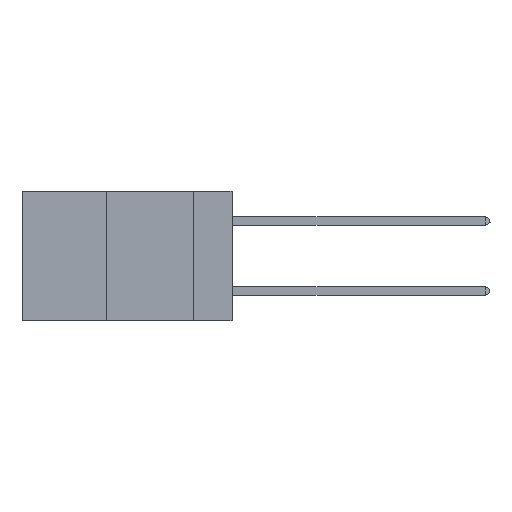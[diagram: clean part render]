
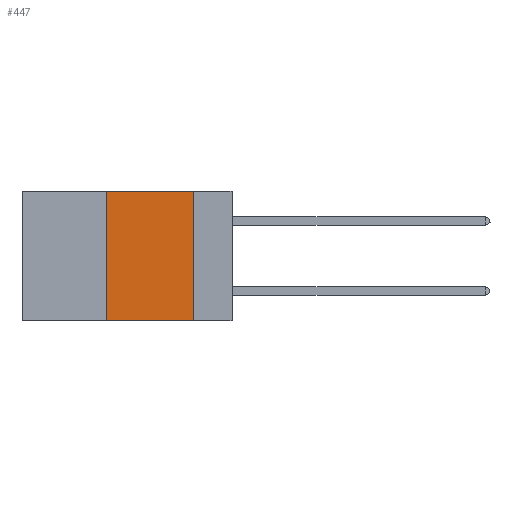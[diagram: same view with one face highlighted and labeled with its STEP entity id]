
A CAD part, left-side view. The second image highlights one B-rep face of the part: STEP entity #447.
In plain terms, the highlighted planar face has unit normal (-1, 0, 0).
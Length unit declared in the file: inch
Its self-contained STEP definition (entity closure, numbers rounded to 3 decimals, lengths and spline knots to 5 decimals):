
#447 = ADVANCED_FACE ( 'NONE', ( #10546 ), #5263, .F. ) ;
#561 = LINE ( 'NONE', #1849, #7639 ) ;
#1661 = ORIENTED_EDGE ( 'NONE', *, *, #9590, .T. ) ;
#1849 = CARTESIAN_POINT ( 'NONE',  ( 0., 0.6, -0.37 ) ) ;
#1877 = CARTESIAN_POINT ( 'NONE',  ( 0., 0.36, 0. ) ) ;
#2017 = CARTESIAN_POINT ( 'NONE',  ( 0., 0.11, 0. ) ) ;
#2097 = DIRECTION ( 'NONE',  ( 0., 0., -1. ) ) ;
#2650 = VECTOR ( 'NONE', #2097, 39.37008 ) ;
#2920 = CARTESIAN_POINT ( 'NONE',  ( 0., 0.6, 0. ) ) ;
#3102 = EDGE_CURVE ( 'NONE', #3610, #6827, #4640, .T. ) ;
#3610 = VERTEX_POINT ( 'NONE', #3876 ) ;
#3876 = CARTESIAN_POINT ( 'NONE',  ( 0., 0.11, 0. ) ) ;
#3924 = VECTOR ( 'NONE', #10919, 39.37008 ) ;
#4294 = VERTEX_POINT ( 'NONE', #1877 ) ;
#4504 = EDGE_LOOP ( 'NONE', ( #5552, #8338, #6149, #1661 ) ) ;
#4636 = DIRECTION ( 'NONE',  ( 1., 0., 0. ) ) ;
#4640 = LINE ( 'NONE', #2017, #2650 ) ;
#4683 = VERTEX_POINT ( 'NONE', #9233 ) ;
#4854 = DIRECTION ( 'NONE',  ( 0., 0., -1. ) ) ;
#5203 = DIRECTION ( 'NONE',  ( 0., -1., 0. ) ) ;
#5263 = PLANE ( 'NONE',  #10027 ) ;
#5552 = ORIENTED_EDGE ( 'NONE', *, *, #3102, .F. ) ;
#5616 = LINE ( 'NONE', #7710, #9865 ) ;
#5967 = DIRECTION ( 'NONE',  ( 0., -1., 0. ) ) ;
#6149 = ORIENTED_EDGE ( 'NONE', *, *, #8159, .F. ) ;
#6827 = VERTEX_POINT ( 'NONE', #10040 ) ;
#7639 = VECTOR ( 'NONE', #5203, 39.37008 ) ;
#7710 = CARTESIAN_POINT ( 'NONE',  ( 0., 0.6, 0. ) ) ;
#8159 = EDGE_CURVE ( 'NONE', #4683, #4294, #8471, .T. ) ;
#8338 = ORIENTED_EDGE ( 'NONE', *, *, #10010, .F. ) ;
#8471 = LINE ( 'NONE', #9335, #3924 ) ;
#9233 = CARTESIAN_POINT ( 'NONE',  ( 0., 0.36, -0.37 ) ) ;
#9335 = CARTESIAN_POINT ( 'NONE',  ( 0., 0.36, 0. ) ) ;
#9590 = EDGE_CURVE ( 'NONE', #4683, #6827, #561, .T. ) ;
#9865 = VECTOR ( 'NONE', #5967, 39.37008 ) ;
#10010 = EDGE_CURVE ( 'NONE', #4294, #3610, #5616, .T. ) ;
#10027 = AXIS2_PLACEMENT_3D ( 'NONE', #2920, #4636, #4854 ) ;
#10040 = CARTESIAN_POINT ( 'NONE',  ( 0., 0.11, -0.37 ) ) ;
#10546 = FACE_OUTER_BOUND ( 'NONE', #4504, .T. ) ;
#10919 = DIRECTION ( 'NONE',  ( 0., 0., 1. ) ) ;
